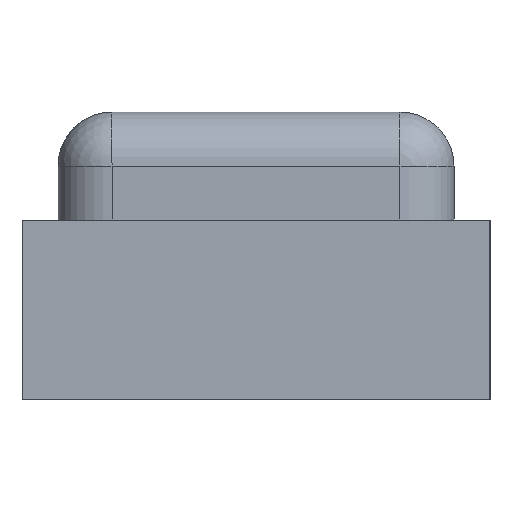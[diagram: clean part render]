
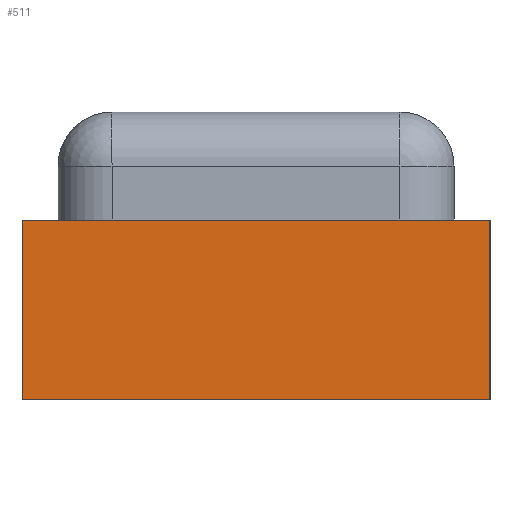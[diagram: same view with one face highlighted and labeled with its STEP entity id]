
A CAD part, left-side view. The second image highlights one B-rep face of the part: STEP entity #511.
In plain terms, the highlighted planar face has unit normal (-1, 0, 0).
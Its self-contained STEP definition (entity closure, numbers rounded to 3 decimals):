
#478 = VERTEX_POINT('',#479);
#479 = CARTESIAN_POINT('',(-1.6,0.65,0.5));
#494 = VERTEX_POINT('',#495);
#495 = CARTESIAN_POINT('',(-1.6,0.65,0.));
#501 = EDGE_CURVE('',#478,#494,#502,.T.);
#502 = LINE('',#503,#504);
#503 = CARTESIAN_POINT('',(-1.6,0.65,0.5));
#504 = VECTOR('',#505,1.);
#505 = DIRECTION('',(-0.,0.,-1.));
#511 = ADVANCED_FACE('',(#512),#537,.F.);
#512 = FACE_BOUND('',#513,.T.);
#513 = EDGE_LOOP('',(#514,#522,#530,#536));
#514 = ORIENTED_EDGE('',*,*,#515,.T.);
#515 = EDGE_CURVE('',#494,#516,#518,.T.);
#516 = VERTEX_POINT('',#517);
#517 = CARTESIAN_POINT('',(-1.6,-0.65,0.));
#518 = LINE('',#519,#520);
#519 = CARTESIAN_POINT('',(-1.6,-0.65,0.));
#520 = VECTOR('',#521,1.);
#521 = DIRECTION('',(0.,-1.,0.));
#522 = ORIENTED_EDGE('',*,*,#523,.F.);
#523 = EDGE_CURVE('',#524,#516,#526,.T.);
#524 = VERTEX_POINT('',#525);
#525 = CARTESIAN_POINT('',(-1.6,-0.65,0.5));
#526 = LINE('',#527,#528);
#527 = CARTESIAN_POINT('',(-1.6,-0.65,0.5));
#528 = VECTOR('',#529,1.);
#529 = DIRECTION('',(-0.,0.,-1.));
#530 = ORIENTED_EDGE('',*,*,#531,.F.);
#531 = EDGE_CURVE('',#478,#524,#532,.T.);
#532 = LINE('',#533,#534);
#533 = CARTESIAN_POINT('',(-1.6,-0.65,0.5));
#534 = VECTOR('',#535,1.);
#535 = DIRECTION('',(0.,-1.,0.));
#536 = ORIENTED_EDGE('',*,*,#501,.T.);
#537 = PLANE('',#538);
#538 = AXIS2_PLACEMENT_3D('',#539,#540,#541);
#539 = CARTESIAN_POINT('',(-1.6,-0.65,0.5));
#540 = DIRECTION('',(1.,0.,0.));
#541 = DIRECTION('',(0.,1.,0.));
